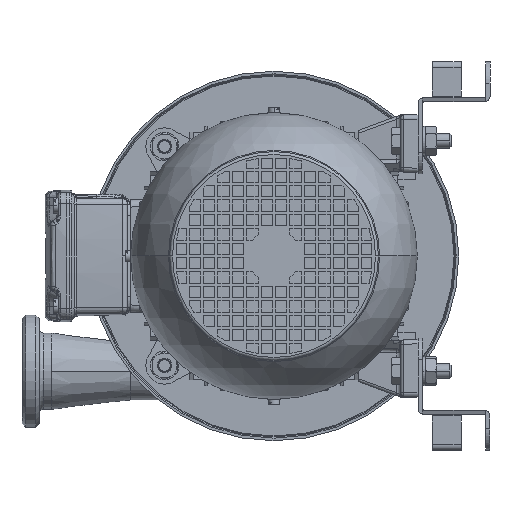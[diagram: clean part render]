
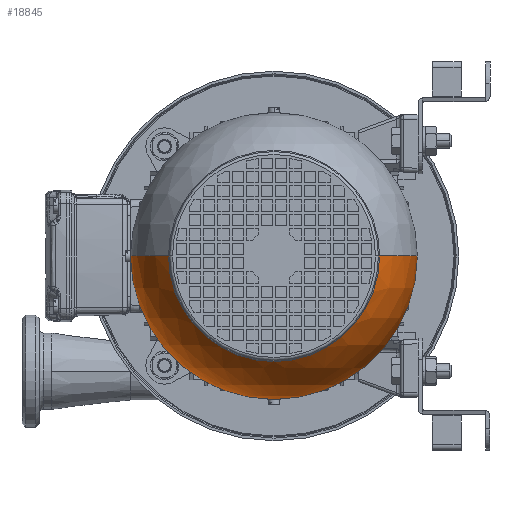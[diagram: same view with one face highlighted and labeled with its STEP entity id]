
A CAD part, left-side view. The second image highlights one B-rep face of the part: STEP entity #18845.
In plain terms, the highlighted spherical face has radius 99.5 mm.
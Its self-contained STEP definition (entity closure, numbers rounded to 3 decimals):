
#16 = SPHERICAL_SURFACE ( 'NONE', #11872, 99.5 ) ;
#3425 = CARTESIAN_POINT ( 'NONE',  ( 0., 0., -111.05 ) ) ;
#3632 = VERTEX_POINT ( 'NONE', #51624 ) ;
#6622 = AXIS2_PLACEMENT_3D ( 'NONE', #38878, #93696, #46747 ) ;
#8225 = CARTESIAN_POINT ( 'NONE',  ( 0., 0., -178.346 ) ) ;
#11263 = DIRECTION ( 'NONE',  ( 0., 1., 0. ) ) ;
#11872 = AXIS2_PLACEMENT_3D ( 'NONE', #93351, #22757, #62189 ) ;
#14154 = CIRCLE ( 'NONE', #72075, 73.29 ) ;
#15993 = EDGE_CURVE ( 'NONE', #72884, #3632, #14154, .T. ) ;
#16057 = DIRECTION ( 'NONE',  ( 0., -1., 0. ) ) ;
#18753 = AXIS2_PLACEMENT_3D ( 'NONE', #74922, #27969, #82773 ) ;
#18845 = ADVANCED_FACE ( 'NONE', ( #41705 ), #16, .T. ) ;
#18861 = EDGE_CURVE ( 'NONE', #22652, #71938, #80892, .T. ) ;
#22652 = VERTEX_POINT ( 'NONE', #99461 ) ;
#22757 = DIRECTION ( 'NONE',  ( 1., 0., 0. ) ) ;
#23654 = EDGE_CURVE ( 'NONE', #22652, #3632, #68967, .T. ) ;
#24402 = CARTESIAN_POINT ( 'NONE',  ( 0., -73.29, -178.346 ) ) ;
#27969 = DIRECTION ( 'NONE',  ( -1., 0., 0. ) ) ;
#28120 = ORIENTED_EDGE ( 'NONE', *, *, #18861, .T. ) ;
#28928 = AXIS2_PLACEMENT_3D ( 'NONE', #3425, #58191, #11263 ) ;
#38878 = CARTESIAN_POINT ( 'NONE',  ( 0., 0., -111.05 ) ) ;
#41705 = FACE_OUTER_BOUND ( 'NONE', #74870, .T. ) ;
#41846 = ORIENTED_EDGE ( 'NONE', *, *, #23654, .F. ) ;
#46747 = DIRECTION ( 'NONE',  ( 0., 1., 0. ) ) ;
#51624 = CARTESIAN_POINT ( 'NONE',  ( 0., 73.29, -178.346 ) ) ;
#56618 = ORIENTED_EDGE ( 'NONE', *, *, #100978, .T. ) ;
#58191 = DIRECTION ( 'NONE',  ( 1., 0., 0. ) ) ;
#62189 = DIRECTION ( 'NONE',  ( 0., 1., 0. ) ) ;
#63021 = DIRECTION ( 'NONE',  ( 0., 0., 1. ) ) ;
#67616 = CARTESIAN_POINT ( 'NONE',  ( 0., -99.5, -111.05 ) ) ;
#68967 = CIRCLE ( 'NONE', #18753, 99.5 ) ;
#71145 = ORIENTED_EDGE ( 'NONE', *, *, #15993, .T. ) ;
#71506 = CIRCLE ( 'NONE', #28928, 99.5 ) ;
#71938 = VERTEX_POINT ( 'NONE', #67616 ) ;
#72075 = AXIS2_PLACEMENT_3D ( 'NONE', #8225, #63021, #16057 ) ;
#72884 = VERTEX_POINT ( 'NONE', #24402 ) ;
#74870 = EDGE_LOOP ( 'NONE', ( #28120, #56618, #71145, #41846 ) ) ;
#74922 = CARTESIAN_POINT ( 'NONE',  ( 0., 0., -111.05 ) ) ;
#80892 = CIRCLE ( 'NONE', #6622, 99.5 ) ;
#82773 = DIRECTION ( 'NONE',  ( 0., 0., 1. ) ) ;
#93351 = CARTESIAN_POINT ( 'NONE',  ( 0., 0., -111.05 ) ) ;
#93696 = DIRECTION ( 'NONE',  ( 0., 0., -1. ) ) ;
#99461 = CARTESIAN_POINT ( 'NONE',  ( 0., 99.5, -111.05 ) ) ;
#100978 = EDGE_CURVE ( 'NONE', #71938, #72884, #71506, .T. ) ;
